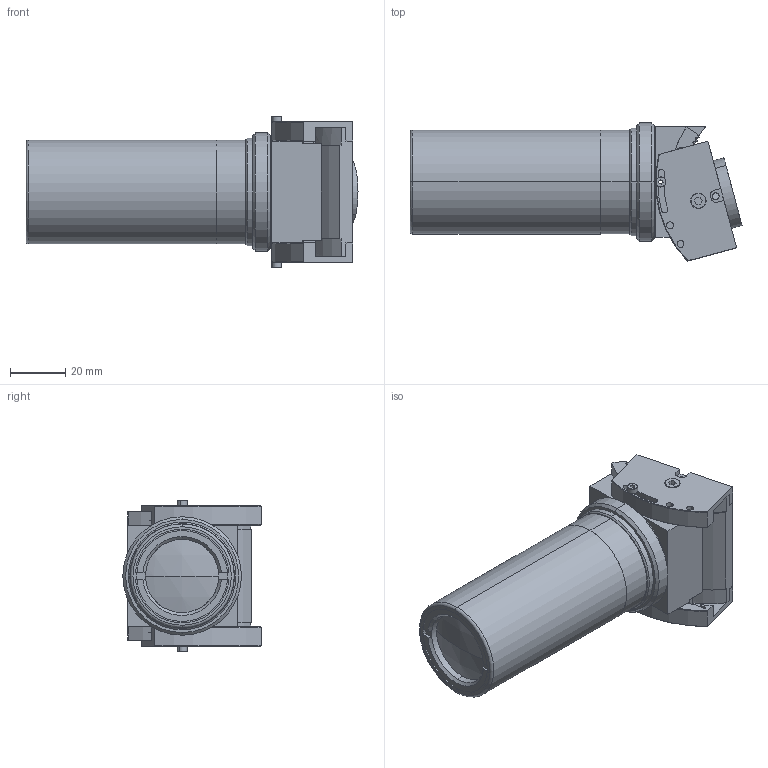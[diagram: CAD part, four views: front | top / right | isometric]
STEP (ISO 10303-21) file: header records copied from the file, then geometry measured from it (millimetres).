
FILE_DESCRIPTION (( 'STEP AP214' ), '1' );
FILE_NAME ('TCSM016.STEP', '2015-10-08T10:24:42', ( '' ), ( '' ), 'SwSTEP 2.0', 'SolidWorks 2013', '' );
FILE_SCHEMA (( 'AUTOMOTIVE_DESIGN' ));
Length unit declared in the file: millimetre
Products named in the file (1): TCSM016
Bounding box: 120.44 x 50.15 x 55 mm (x, y, z)
Surface area: 32941.6 mm2 (no closed solid volume)
Topology: 0 solids, 20 shells, 291 faces, 992 edges, 717 vertices
Faces by surface type: cylinder 136, plane 121, cone 23, torus 8, sphere 2, bspline 1
Entity records: 14821 total; most frequent: CARTESIAN_POINT 2808, DIRECTION 1946, ORIENTED_EDGE 1619, EDGE_CURVE 992, AXIS2_PLACEMENT_3D 732, VERTEX_POINT 717, VECTOR 482, LINE 482
